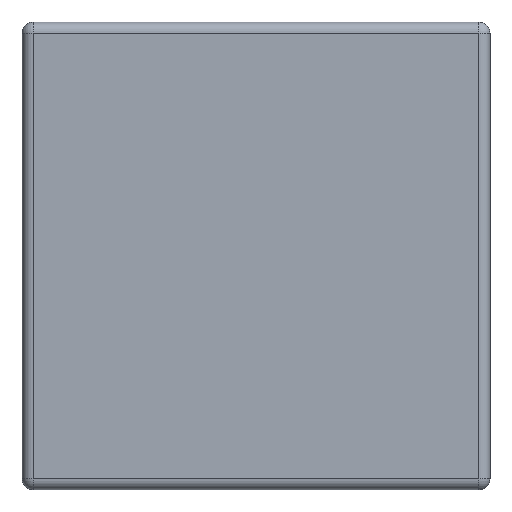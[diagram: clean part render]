
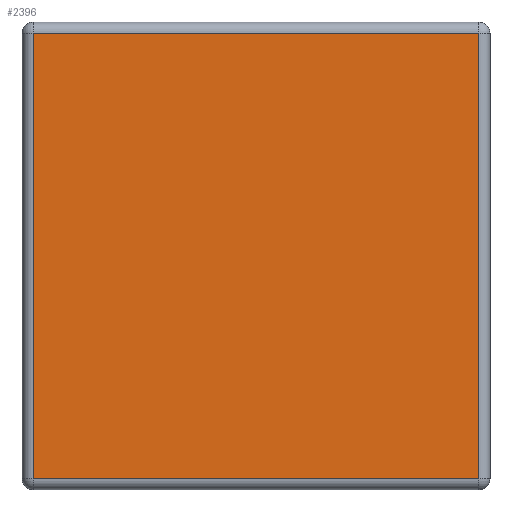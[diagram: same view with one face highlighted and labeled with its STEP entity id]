
A CAD part, left-side view. The second image highlights one B-rep face of the part: STEP entity #2396.
In plain terms, the highlighted planar face has unit normal (-1, 0, 0).
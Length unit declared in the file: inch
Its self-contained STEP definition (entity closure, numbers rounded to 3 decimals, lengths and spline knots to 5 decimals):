
#977 = CYLINDRICAL_SURFACE('',#978,0.00118);
#978 = AXIS2_PLACEMENT_3D('',#979,#980,#981);
#979 = CARTESIAN_POINT('',(-0.03819,-0.02343,0.));
#980 = DIRECTION('',(0.,0.,1.));
#981 = DIRECTION('',(-1.,0.,0.));
#1691 = EDGE_CURVE('',#1692,#1694,#1696,.T.);
#1692 = VERTEX_POINT('',#1693);
#1693 = CARTESIAN_POINT('',(-0.03937,-0.02343,
    0.00118));
#1694 = VERTEX_POINT('',#1695);
#1695 = CARTESIAN_POINT('',(-0.03937,-0.02343,
    0.04803));
#1696 = SURFACE_CURVE('',#1697,(#1701,#1708),.PCURVE_S1.);
#1697 = LINE('',#1698,#1699);
#1698 = CARTESIAN_POINT('',(-0.03937,-0.02343,0.)
  );
#1699 = VECTOR('',#1700,0.03937);
#1700 = DIRECTION('',(0.,0.,1.));
#1701 = PCURVE('',#977,#1702);
#1702 = DEFINITIONAL_REPRESENTATION('',(#1703),#1707);
#1703 = LINE('',#1704,#1705);
#1704 = CARTESIAN_POINT('',(0.,0.));
#1705 = VECTOR('',#1706,1.);
#1706 = DIRECTION('',(0.,1.));
#1707 = ( GEOMETRIC_REPRESENTATION_CONTEXT(2) 
PARAMETRIC_REPRESENTATION_CONTEXT() REPRESENTATION_CONTEXT('2D SPACE',''
  ) );
#1708 = PCURVE('',#1709,#1714);
#1709 = PLANE('',#1710);
#1710 = AXIS2_PLACEMENT_3D('',#1711,#1712,#1713);
#1711 = CARTESIAN_POINT('',(-0.03937,-0.02461,0.));
#1712 = DIRECTION('',(1.,0.,0.));
#1713 = DIRECTION('',(0.,0.,1.));
#1714 = DEFINITIONAL_REPRESENTATION('',(#1715),#1719);
#1715 = LINE('',#1716,#1717);
#1716 = CARTESIAN_POINT('',(0.,-0.001));
#1717 = VECTOR('',#1718,1.);
#1718 = DIRECTION('',(1.,0.));
#1719 = ( GEOMETRIC_REPRESENTATION_CONTEXT(2) 
PARAMETRIC_REPRESENTATION_CONTEXT() REPRESENTATION_CONTEXT('2D SPACE',''
  ) );
#2127 = CYLINDRICAL_SURFACE('',#2128,0.00118);
#2128 = AXIS2_PLACEMENT_3D('',#2129,#2130,#2131);
#2129 = CARTESIAN_POINT('',(-0.03819,-0.02461,
    0.00118));
#2130 = DIRECTION('',(0.,1.,0.));
#2131 = DIRECTION('',(-1.,0.,0.));
#2309 = CYLINDRICAL_SURFACE('',#2310,0.00118);
#2310 = AXIS2_PLACEMENT_3D('',#2311,#2312,#2313);
#2311 = CARTESIAN_POINT('',(-0.03819,-0.02461,
    0.04803));
#2312 = DIRECTION('',(0.,1.,0.));
#2313 = DIRECTION('',(-1.,0.,0.));
#2396 = ADVANCED_FACE('',(#2397),#1709,.F.);
#2397 = FACE_BOUND('',#2398,.F.);
#2398 = EDGE_LOOP('',(#2399,#2400,#2423,#2451));
#2399 = ORIENTED_EDGE('',*,*,#1691,.F.);
#2400 = ORIENTED_EDGE('',*,*,#2401,.T.);
#2401 = EDGE_CURVE('',#1692,#2402,#2404,.T.);
#2402 = VERTEX_POINT('',#2403);
#2403 = CARTESIAN_POINT('',(-0.03937,0.02343,
    0.00118));
#2404 = SURFACE_CURVE('',#2405,(#2409,#2416),.PCURVE_S1.);
#2405 = LINE('',#2406,#2407);
#2406 = CARTESIAN_POINT('',(-0.03937,-0.02461,
    0.00118));
#2407 = VECTOR('',#2408,0.03937);
#2408 = DIRECTION('',(0.,1.,0.));
#2409 = PCURVE('',#1709,#2410);
#2410 = DEFINITIONAL_REPRESENTATION('',(#2411),#2415);
#2411 = LINE('',#2412,#2413);
#2412 = CARTESIAN_POINT('',(0.001,0.));
#2413 = VECTOR('',#2414,1.);
#2414 = DIRECTION('',(0.,-1.));
#2415 = ( GEOMETRIC_REPRESENTATION_CONTEXT(2) 
PARAMETRIC_REPRESENTATION_CONTEXT() REPRESENTATION_CONTEXT('2D SPACE',''
  ) );
#2416 = PCURVE('',#2127,#2417);
#2417 = DEFINITIONAL_REPRESENTATION('',(#2418),#2422);
#2418 = LINE('',#2419,#2420);
#2419 = CARTESIAN_POINT('',(-0.,0.));
#2420 = VECTOR('',#2421,1.);
#2421 = DIRECTION('',(-0.,1.));
#2422 = ( GEOMETRIC_REPRESENTATION_CONTEXT(2) 
PARAMETRIC_REPRESENTATION_CONTEXT() REPRESENTATION_CONTEXT('2D SPACE',''
  ) );
#2423 = ORIENTED_EDGE('',*,*,#2424,.T.);
#2424 = EDGE_CURVE('',#2402,#2425,#2427,.T.);
#2425 = VERTEX_POINT('',#2426);
#2426 = CARTESIAN_POINT('',(-0.03937,0.02343,
    0.04803));
#2427 = SURFACE_CURVE('',#2428,(#2432,#2439),.PCURVE_S1.);
#2428 = LINE('',#2429,#2430);
#2429 = CARTESIAN_POINT('',(-0.03937,0.02343,0.));
#2430 = VECTOR('',#2431,0.03937);
#2431 = DIRECTION('',(0.,0.,1.));
#2432 = PCURVE('',#1709,#2433);
#2433 = DEFINITIONAL_REPRESENTATION('',(#2434),#2438);
#2434 = LINE('',#2435,#2436);
#2435 = CARTESIAN_POINT('',(0.,-0.048));
#2436 = VECTOR('',#2437,1.);
#2437 = DIRECTION('',(1.,0.));
#2438 = ( GEOMETRIC_REPRESENTATION_CONTEXT(2) 
PARAMETRIC_REPRESENTATION_CONTEXT() REPRESENTATION_CONTEXT('2D SPACE',''
  ) );
#2439 = PCURVE('',#2440,#2445);
#2440 = CYLINDRICAL_SURFACE('',#2441,0.00118);
#2441 = AXIS2_PLACEMENT_3D('',#2442,#2443,#2444);
#2442 = CARTESIAN_POINT('',(-0.03819,0.02343,0.));
#2443 = DIRECTION('',(0.,0.,1.));
#2444 = DIRECTION('',(-1.,0.,0.));
#2445 = DEFINITIONAL_REPRESENTATION('',(#2446),#2450);
#2446 = LINE('',#2447,#2448);
#2447 = CARTESIAN_POINT('',(-0.,0.));
#2448 = VECTOR('',#2449,1.);
#2449 = DIRECTION('',(-0.,1.));
#2450 = ( GEOMETRIC_REPRESENTATION_CONTEXT(2) 
PARAMETRIC_REPRESENTATION_CONTEXT() REPRESENTATION_CONTEXT('2D SPACE',''
  ) );
#2451 = ORIENTED_EDGE('',*,*,#2452,.F.);
#2452 = EDGE_CURVE('',#1694,#2425,#2453,.T.);
#2453 = SURFACE_CURVE('',#2454,(#2458,#2465),.PCURVE_S1.);
#2454 = LINE('',#2455,#2456);
#2455 = CARTESIAN_POINT('',(-0.03937,-0.02461,
    0.04803));
#2456 = VECTOR('',#2457,0.03937);
#2457 = DIRECTION('',(0.,1.,0.));
#2458 = PCURVE('',#1709,#2459);
#2459 = DEFINITIONAL_REPRESENTATION('',(#2460),#2464);
#2460 = LINE('',#2461,#2462);
#2461 = CARTESIAN_POINT('',(0.048,0.));
#2462 = VECTOR('',#2463,1.);
#2463 = DIRECTION('',(0.,-1.));
#2464 = ( GEOMETRIC_REPRESENTATION_CONTEXT(2) 
PARAMETRIC_REPRESENTATION_CONTEXT() REPRESENTATION_CONTEXT('2D SPACE',''
  ) );
#2465 = PCURVE('',#2309,#2466);
#2466 = DEFINITIONAL_REPRESENTATION('',(#2467),#2471);
#2467 = LINE('',#2468,#2469);
#2468 = CARTESIAN_POINT('',(0.,0.));
#2469 = VECTOR('',#2470,1.);
#2470 = DIRECTION('',(0.,1.));
#2471 = ( GEOMETRIC_REPRESENTATION_CONTEXT(2) 
PARAMETRIC_REPRESENTATION_CONTEXT() REPRESENTATION_CONTEXT('2D SPACE',''
  ) );
